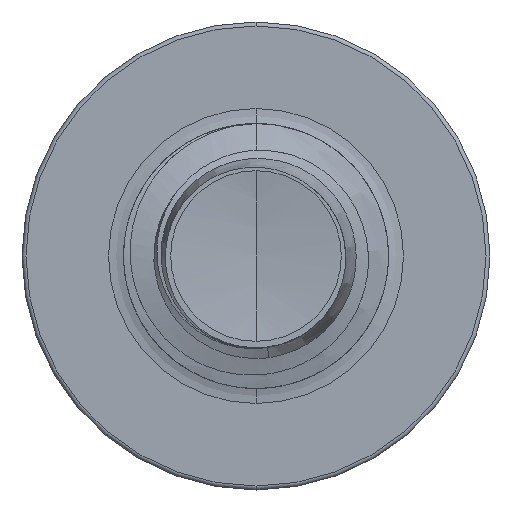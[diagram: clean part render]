
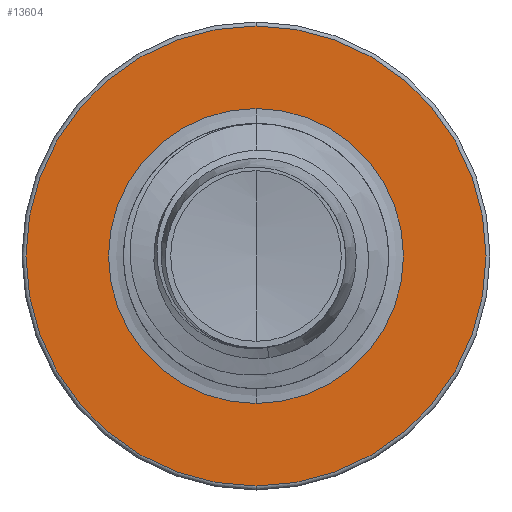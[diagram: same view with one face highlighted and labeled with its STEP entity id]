
A CAD part, front view. The second image highlights one B-rep face of the part: STEP entity #13604.
In plain terms, the highlighted planar face has unit normal (0, -1, 0).
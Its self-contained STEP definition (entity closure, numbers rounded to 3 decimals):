
#920 = FACE_OUTER_BOUND ( 'NONE', #20860, .T. ) ;
#1432 = DIRECTION ( 'NONE',  ( 0., 0., 1. ) ) ;
#1463 = DIRECTION ( 'NONE',  ( 0., 1., 0. ) ) ;
#1475 = CARTESIAN_POINT ( 'NONE',  ( 0., 9., 0. ) ) ;
#1622 = AXIS2_PLACEMENT_3D ( 'NONE', #10900, #10860, #10831 ) ;
#1694 = FACE_BOUND ( 'NONE', #20288, .T. ) ;
#1748 = ORIENTED_EDGE ( 'NONE', *, *, #10991, .F. ) ;
#2248 = VERTEX_POINT ( 'NONE', #5477 ) ;
#2521 = ORIENTED_EDGE ( 'NONE', *, *, #22560, .T. ) ;
#3955 = CARTESIAN_POINT ( 'NONE',  ( 0., 9., -2.605 ) ) ;
#4204 = VERTEX_POINT ( 'NONE', #10519 ) ;
#4362 = DIRECTION ( 'NONE',  ( 0., 0., 1. ) ) ;
#4390 = DIRECTION ( 'NONE',  ( 0., 1., 0. ) ) ;
#4428 = CARTESIAN_POINT ( 'NONE',  ( 0., 9., 0. ) ) ;
#4449 = CIRCLE ( 'NONE', #13256, 2.605 ) ;
#5477 = CARTESIAN_POINT ( 'NONE',  ( 0., 9., -1.67 ) ) ;
#7190 = EDGE_CURVE ( 'NONE', #9730, #2248, #21469, .T. ) ;
#8026 = DIRECTION ( 'NONE',  ( 0., 0., 1. ) ) ;
#8064 = DIRECTION ( 'NONE',  ( 0., 1., 0. ) ) ;
#8096 = CARTESIAN_POINT ( 'NONE',  ( 0., 9., -1.67 ) ) ;
#8162 = PLANE ( 'NONE',  #19641 ) ;
#8191 = AXIS2_PLACEMENT_3D ( 'NONE', #1475, #1463, #1432 ) ;
#8746 = CARTESIAN_POINT ( 'NONE',  ( 0., 9., 0. ) ) ;
#9730 = VERTEX_POINT ( 'NONE', #13659 ) ;
#10519 = CARTESIAN_POINT ( 'NONE',  ( 0., 9., 2.605 ) ) ;
#10831 = DIRECTION ( 'NONE',  ( 0., 0., 1. ) ) ;
#10860 = DIRECTION ( 'NONE',  ( 0., 1., 0. ) ) ;
#10886 = DIRECTION ( 'NONE',  ( 0., 0., 1. ) ) ;
#10900 = CARTESIAN_POINT ( 'NONE',  ( 0., 9., 0. ) ) ;
#10991 = EDGE_CURVE ( 'NONE', #20973, #4204, #4449, .T. ) ;
#13002 = EDGE_CURVE ( 'NONE', #4204, #20973, #23184, .T. ) ;
#13256 = AXIS2_PLACEMENT_3D ( 'NONE', #4428, #4390, #4362 ) ;
#13604 = ADVANCED_FACE ( 'NONE', ( #920, #1694 ), #8162, .F. ) ;
#13659 = CARTESIAN_POINT ( 'NONE',  ( 0., 9., 1.67 ) ) ;
#19553 = AXIS2_PLACEMENT_3D ( 'NONE', #8746, #21489, #10886 ) ;
#19641 = AXIS2_PLACEMENT_3D ( 'NONE', #8096, #8064, #8026 ) ;
#20288 = EDGE_LOOP ( 'NONE', ( #22181, #2521 ) ) ;
#20860 = EDGE_LOOP ( 'NONE', ( #21832, #1748 ) ) ;
#20973 = VERTEX_POINT ( 'NONE', #3955 ) ;
#21469 = CIRCLE ( 'NONE', #8191, 1.67 ) ;
#21489 = DIRECTION ( 'NONE',  ( 0., 1., 0. ) ) ;
#21832 = ORIENTED_EDGE ( 'NONE', *, *, #13002, .F. ) ;
#22181 = ORIENTED_EDGE ( 'NONE', *, *, #7190, .T. ) ;
#22285 = CIRCLE ( 'NONE', #19553, 1.67 ) ;
#22560 = EDGE_CURVE ( 'NONE', #2248, #9730, #22285, .T. ) ;
#23184 = CIRCLE ( 'NONE', #1622, 2.605 ) ;
